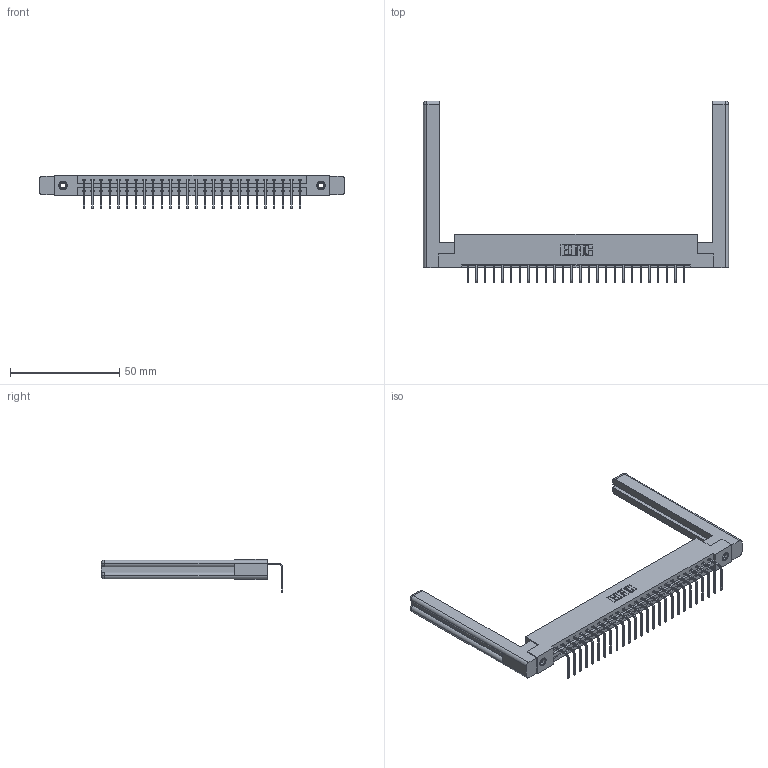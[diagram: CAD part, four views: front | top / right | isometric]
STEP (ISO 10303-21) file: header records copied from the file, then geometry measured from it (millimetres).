
FILE_DESCRIPTION (( 'STEP AP203' ), '1' );
FILE_NAME ('387-026-558-158.STEP', '2019-10-07T18:48:21', ( '' ), ( '' ), 'SwSTEP 2.0', 'SolidWorks 2016', '' );
FILE_SCHEMA (( 'CONFIG_CONTROL_DESIGN' ));
Length unit declared in the file: inch
Products named in the file (5): 345-292-001_558 Tail - 2; 387-026-558-158; 307-220-058; 345-250-001_345-250-001-102; 337 Part_Flush Mounting Lugs - 0.156 Dia-TI
Assembly tree (31 placements, depth 2):
  387-026-558-158
    337 Part_Flush Mounting Lugs - 0.156 Dia-TI
    345-292-001_558 Tail - 2  x26
    345-250-001_345-250-001-102  x2
    307-220-058  x2
Bounding box: 139.65 x 83.25 x 15.37 mm (x, y, z)
Volume: 21562.7 mm3; surface area: 20537.3 mm2
Topology: 31 solids, 31 shells, 1920 faces, 5709 edges, 3758 vertices
Faces by surface type: plane 1402, cylinder 494, cone 12, torus 12
Entity records: 24114 total; most frequent: CARTESIAN_POINT 4199, ORIENTED_EDGE 4100, DIRECTION 3586, EDGE_CURVE 2050, LINE 1874, VECTOR 1874, VERTEX_POINT 1358, AXIS2_PLACEMENT_3D 856
